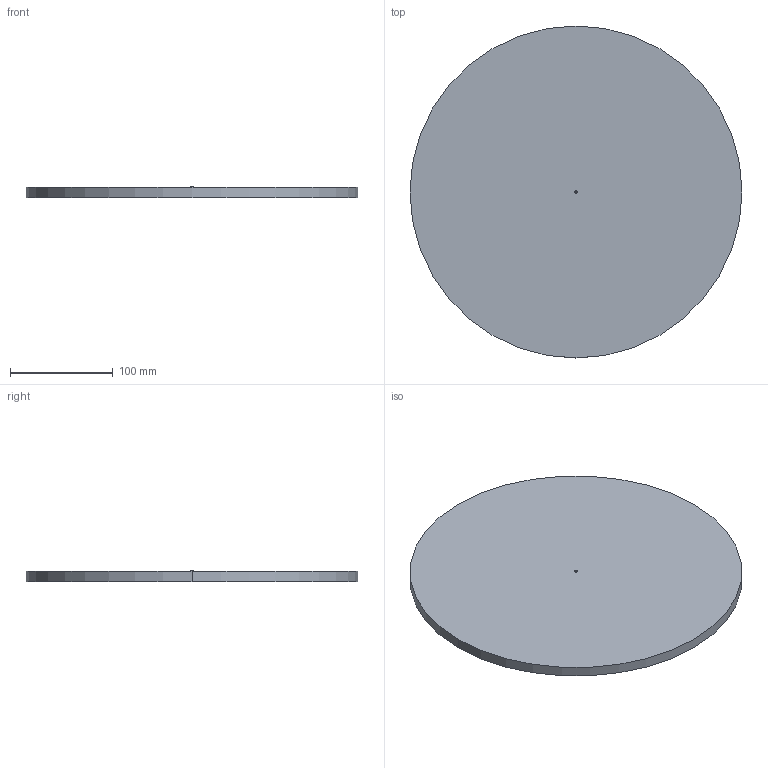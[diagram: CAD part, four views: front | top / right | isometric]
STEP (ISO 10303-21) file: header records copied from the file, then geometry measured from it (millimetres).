
FILE_DESCRIPTION (( 'STEP AP203' ), '1' );
FILE_NAME ('7d73.STEP', '2025-03-19T23:02:07', ( '' ), ( '' ), 'SwSTEP 2.0', 'SolidWorks 2019', '' );
FILE_SCHEMA (( 'CONFIG_CONTROL_DESIGN' ));
Length unit declared in the file: millimetre
Products named in the file (1): 7d73
Bounding box: 323 x 323 x 11 mm (x, y, z)
Volume: 819400.3 mm3; surface area: 174046.4 mm2
Topology: 1 solids, 1 shells, 17 faces, 38 edges, 24 vertices
Faces by surface type: cylinder 8, plane 7, bspline 2
Entity records: 2475 total; most frequent: CARTESIAN_POINT 2030, DIRECTION 80, ORIENTED_EDGE 76, EDGE_CURVE 38, AXIS2_PLACEMENT_3D 36, VERTEX_POINT 24, EDGE_LOOP 20, CIRCLE 20
